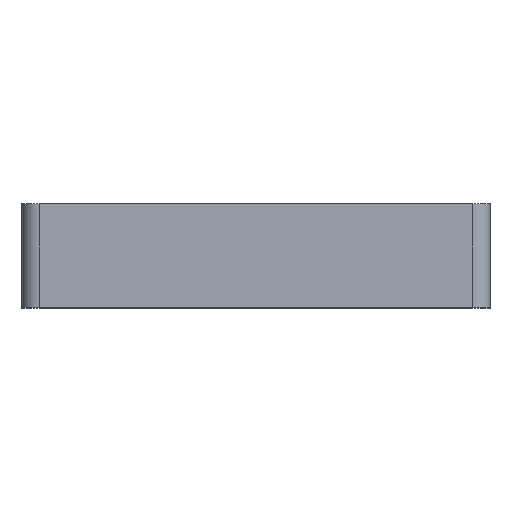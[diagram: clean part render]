
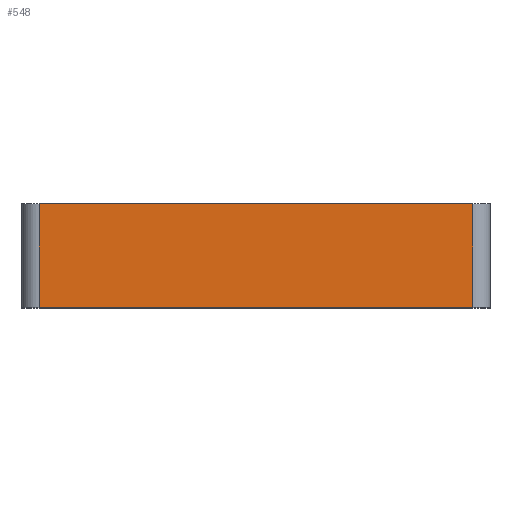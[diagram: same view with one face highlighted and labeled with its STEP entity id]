
A CAD part, top view. The second image highlights one B-rep face of the part: STEP entity #548.
In plain terms, the highlighted planar face has unit normal (0, 0, 1).
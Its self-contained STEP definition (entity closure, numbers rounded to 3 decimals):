
#328=CARTESIAN_POINT('',(125.5,-3.0,149.0));
#329=VERTEX_POINT('',#328);
#337=CARTESIAN_POINT('',(-125.5,-3.0,149.0));
#338=VERTEX_POINT('',#337);
#339=CARTESIAN_POINT('',(125.5,-3.0,149.0));
#340=DIRECTION('',(-1.0,0.0,0.0));
#341=VECTOR('',#340,251.0);
#342=LINE('',#339,#341);
#343=EDGE_CURVE('',#329,#338,#342,.T.);
#433=CARTESIAN_POINT('',(125.5,57.0,149.0));
#434=VERTEX_POINT('',#433);
#442=CARTESIAN_POINT('',(125.5,57.0,149.0));
#443=DIRECTION('',(0.0,-1.0,0.0));
#444=VECTOR('',#443,60.0);
#445=LINE('',#442,#444);
#446=EDGE_CURVE('',#434,#329,#445,.T.);
#512=CARTESIAN_POINT('',(-125.5,57.0,149.0));
#513=VERTEX_POINT('',#512);
#523=CARTESIAN_POINT('',(-125.5,-3.0,149.0));
#524=DIRECTION('',(0.0,1.0,0.0));
#525=VECTOR('',#524,60.0);
#526=LINE('',#523,#525);
#527=EDGE_CURVE('',#338,#513,#526,.T.);
#532=CARTESIAN_POINT('',(-135.5,0.0,149.0));
#533=DIRECTION('',(0.0,0.0,1.0));
#534=DIRECTION('',(1.0,0.0,0.0));
#535=AXIS2_PLACEMENT_3D('',#532,#533,#534);
#536=PLANE('',#535);
#537=ORIENTED_EDGE('',*,*,#446,.F.);
#538=CARTESIAN_POINT('',(-125.5,57.0,149.0));
#539=DIRECTION('',(1.0,0.0,0.0));
#540=VECTOR('',#539,251.0);
#541=LINE('',#538,#540);
#542=EDGE_CURVE('',#513,#434,#541,.T.);
#543=ORIENTED_EDGE('',*,*,#542,.F.);
#544=ORIENTED_EDGE('',*,*,#527,.F.);
#545=ORIENTED_EDGE('',*,*,#343,.F.);
#546=EDGE_LOOP('',(#537,#543,#544,#545));
#547=FACE_OUTER_BOUND('',#546,.T.);
#548=ADVANCED_FACE('',(#547),#536,.T.);
